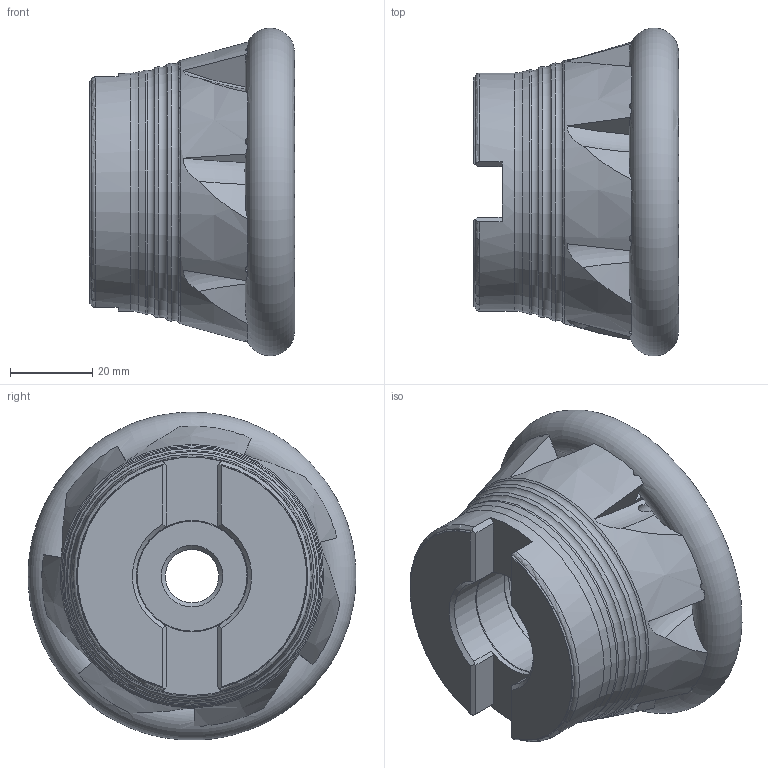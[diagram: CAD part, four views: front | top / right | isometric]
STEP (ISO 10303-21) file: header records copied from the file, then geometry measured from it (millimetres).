
FILE_DESCRIPTION (( 'STEP AP214' ), '1' );
FILE_NAME ('KAF-080-512-7.STEP', '2013-11-11T10:26:07', ( '' ), ( '' ), 'SwSTEP 2.0', 'SolidWorks 2013', '' );
FILE_SCHEMA (( 'AUTOMOTIVE_DESIGN' ));
Length unit declared in the file: millimetre
Products named in the file (1): KAF-080-512-7
Bounding box: 50.01 x 79.9 x 79.82 mm (x, y, z)
Volume: 138069.4 mm3; surface area: 24571.1 mm2
Topology: 1 solids, 1 shells, 145 faces, 485 edges, 317 vertices
Faces by surface type: plane 80, cone 27, cylinder 20, torus 18
Full cylindrical faces by diameter (mm): 3 x7, 13 x1, 18.5 x1, 27 x1, 27.15 x1, 27.3 x1, 58 x1
Entity records: 6546 total; most frequent: CARTESIAN_POINT 2757, ORIENTED_EDGE 880, DIRECTION 636, EDGE_CURVE 440, VERTEX_POINT 301, AXIS2_PLACEMENT_3D 247, EDGE_LOOP 191, B_SPLINE_CURVE_WITH_KNOTS 179
